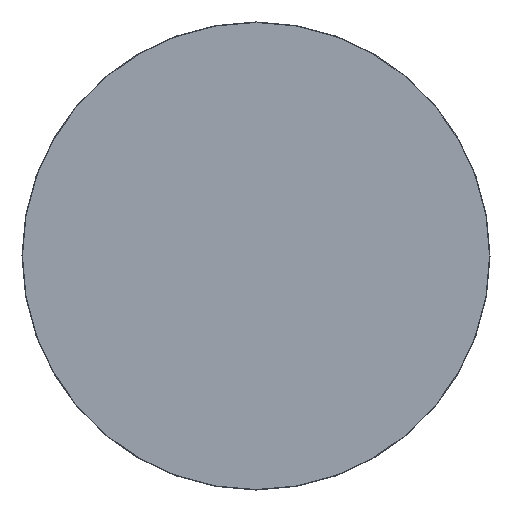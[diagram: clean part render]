
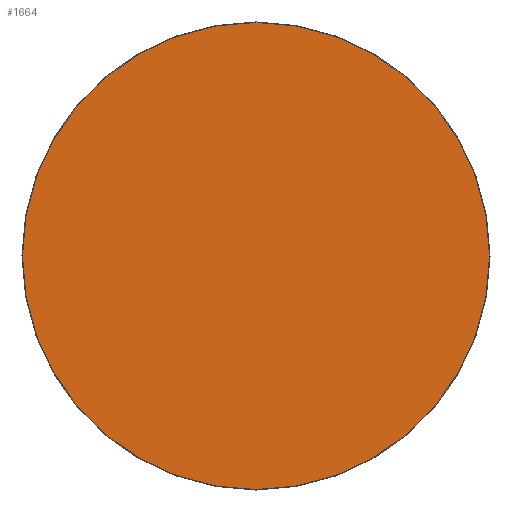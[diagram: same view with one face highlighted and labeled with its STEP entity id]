
A CAD part, left-side view. The second image highlights one B-rep face of the part: STEP entity #1664.
In plain terms, the highlighted planar face has unit normal (-1, 0, 0).
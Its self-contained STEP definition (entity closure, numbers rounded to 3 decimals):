
#62 = EDGE_LOOP ( 'NONE', ( #1700, #506 ) ) ;
#165 = DIRECTION ( 'NONE',  ( 0., 0., -1. ) ) ;
#259 = CARTESIAN_POINT ( 'NONE',  ( 0., 0., 0. ) ) ;
#332 = EDGE_CURVE ( 'NONE', #1047, #2109, #368, .T. ) ;
#368 = CIRCLE ( 'NONE', #1510, 149.7 ) ;
#477 = DIRECTION ( 'NONE',  ( -1., 0., 0. ) ) ;
#506 = ORIENTED_EDGE ( 'NONE', *, *, #1149, .T. ) ;
#526 = CARTESIAN_POINT ( 'NONE',  ( 0., 0., -149.7 ) ) ;
#610 = CARTESIAN_POINT ( 'NONE',  ( 0., 0., 149.7 ) ) ;
#755 = DIRECTION ( 'NONE',  ( -1., 0., 0. ) ) ;
#837 = PLANE ( 'NONE',  #1094 ) ;
#1047 = VERTEX_POINT ( 'NONE', #526 ) ;
#1094 = AXIS2_PLACEMENT_3D ( 'NONE', #1661, #1339, #165 ) ;
#1149 = EDGE_CURVE ( 'NONE', #2109, #1047, #1713, .T. ) ;
#1265 = AXIS2_PLACEMENT_3D ( 'NONE', #2143, #477, #2023 ) ;
#1290 = DIRECTION ( 'NONE',  ( 0., 0., 1. ) ) ;
#1339 = DIRECTION ( 'NONE',  ( 1., 0., 0. ) ) ;
#1510 = AXIS2_PLACEMENT_3D ( 'NONE', #259, #755, #1290 ) ;
#1661 = CARTESIAN_POINT ( 'NONE',  ( 0., 0., 0. ) ) ;
#1664 = ADVANCED_FACE ( 'NONE', ( #1918 ), #837, .F. ) ;
#1700 = ORIENTED_EDGE ( 'NONE', *, *, #332, .T. ) ;
#1713 = CIRCLE ( 'NONE', #1265, 149.7 ) ;
#1918 = FACE_OUTER_BOUND ( 'NONE', #62, .T. ) ;
#2023 = DIRECTION ( 'NONE',  ( 0., 0., 1. ) ) ;
#2109 = VERTEX_POINT ( 'NONE', #610 ) ;
#2143 = CARTESIAN_POINT ( 'NONE',  ( 0., 0., 0. ) ) ;
